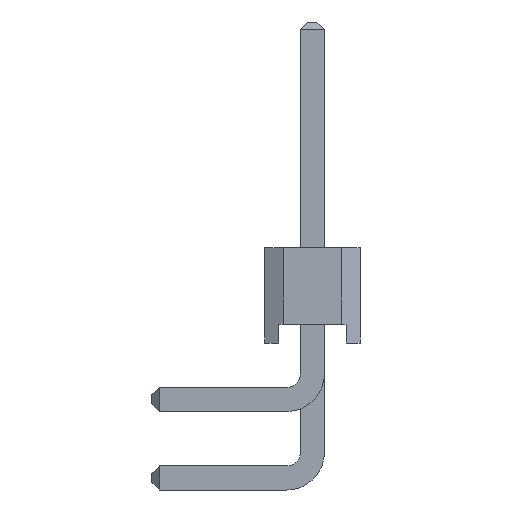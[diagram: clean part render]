
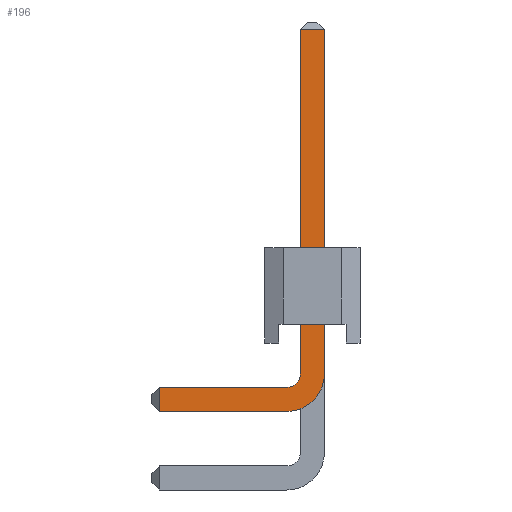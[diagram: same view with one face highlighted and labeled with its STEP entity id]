
A CAD part, left-side view. The second image highlights one B-rep face of the part: STEP entity #196.
In plain terms, the highlighted planar face has unit normal (-1, 0, 0).
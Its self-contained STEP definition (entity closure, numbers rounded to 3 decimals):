
#196 = ADVANCED_FACE( '', ( #471 ), #472, .T. );
#471 = FACE_OUTER_BOUND( '', #825, .T. );
#472 = PLANE( '', #826 );
#825 = EDGE_LOOP( '', ( #1379, #1380, #1381, #1382, #1383, #1384, #1385, #1386 ) );
#826 = AXIS2_PLACEMENT_3D( '', #1387, #1388, #1389 );
#1379 = ORIENTED_EDGE( '', *, *, #2233, .F. );
#1380 = ORIENTED_EDGE( '', *, *, #2291, .T. );
#1381 = ORIENTED_EDGE( '', *, *, #2287, .F. );
#1382 = ORIENTED_EDGE( '', *, *, #2292, .F. );
#1383 = ORIENTED_EDGE( '', *, *, #2293, .F. );
#1384 = ORIENTED_EDGE( '', *, *, #2294, .T. );
#1385 = ORIENTED_EDGE( '', *, *, #2295, .F. );
#1386 = ORIENTED_EDGE( '', *, *, #2212, .F. );
#1387 = CARTESIAN_POINT( '', ( -0.32, 0.68, -4.18 ) );
#1388 = DIRECTION( '', ( -1., 0., 0. ) );
#1389 = DIRECTION( '', ( 0., 0., 1. ) );
#2212 = EDGE_CURVE( '', #2704, #2705, #2706, .T. );
#2233 = EDGE_CURVE( '', #2739, #2704, #2741, .T. );
#2287 = EDGE_CURVE( '', #2823, #2716, #2824, .T. );
#2291 = EDGE_CURVE( '', #2739, #2716, #2829, .T. );
#2292 = EDGE_CURVE( '', #2830, #2823, #2831, .T. );
#2293 = EDGE_CURVE( '', #2728, #2830, #2832, .T. );
#2294 = EDGE_CURVE( '', #2728, #2806, #2833, .T. );
#2295 = EDGE_CURVE( '', #2705, #2806, #2834, .T. );
#2704 = VERTEX_POINT( '', #3399 );
#2705 = VERTEX_POINT( '', #3400 );
#2706 = CIRCLE( '', #3401, 0.36 );
#2716 = VERTEX_POINT( '', #3414 );
#2728 = VERTEX_POINT( '', #3432 );
#2739 = VERTEX_POINT( '', #3448 );
#2741 = LINE( '', #3451, #3452 );
#2806 = VERTEX_POINT( '', #3548 );
#2823 = VERTEX_POINT( '', #3574 );
#2824 = LINE( '', #3575, #3576 );
#2829 = LINE( '', #3583, #3584 );
#2830 = VERTEX_POINT( '', #3585 );
#2831 = CIRCLE( '', #3586, 1. );
#2832 = LINE( '', #3587, #3588 );
#2833 = LINE( '', #3589, #3590 );
#2834 = LINE( '', #3591, #3592 );
#3399 = CARTESIAN_POINT( '', ( -0.32, 0.68, -4.54 ) );
#3400 = CARTESIAN_POINT( '', ( -0.32, 0.32, -4.18 ) );
#3401 = AXIS2_PLACEMENT_3D( '', #4099, #4100, #4101 );
#3414 = CARTESIAN_POINT( '', ( -0.32, 4.07, -5.18 ) );
#3432 = CARTESIAN_POINT( '', ( -0.32, -0.32, 4.98 ) );
#3448 = CARTESIAN_POINT( '', ( -0.32, 4.07, -4.54 ) );
#3451 = CARTESIAN_POINT( '', ( -0.32, 4.27, -4.54 ) );
#3452 = VECTOR( '', #4120, 1000. );
#3548 = CARTESIAN_POINT( '', ( -0.32, 0.32, 4.98 ) );
#3574 = CARTESIAN_POINT( '', ( -0.32, 0.68, -5.18 ) );
#3575 = CARTESIAN_POINT( '', ( -0.32, 4.27, -5.18 ) );
#3576 = VECTOR( '', #4161, 1000. );
#3583 = CARTESIAN_POINT( '', ( -0.32, 4.07, -5.18 ) );
#3584 = VECTOR( '', #4164, 1000. );
#3585 = CARTESIAN_POINT( '', ( -0.32, -0.32, -4.18 ) );
#3586 = AXIS2_PLACEMENT_3D( '', #4165, #4166, #4167 );
#3587 = CARTESIAN_POINT( '', ( -0.32, -0.32, -4.18 ) );
#3588 = VECTOR( '', #4168, 1000. );
#3589 = CARTESIAN_POINT( '', ( -0.32, 0.32, 4.98 ) );
#3590 = VECTOR( '', #4169, 1000. );
#3591 = CARTESIAN_POINT( '', ( -0.32, 0.32, -4.18 ) );
#3592 = VECTOR( '', #4170, 1000. );
#4099 = CARTESIAN_POINT( '', ( -0.32, 0.68, -4.18 ) );
#4100 = DIRECTION( '', ( -1., 0., 0. ) );
#4101 = DIRECTION( '', ( 0., 1., 0. ) );
#4120 = DIRECTION( '', ( 0., -1., 0. ) );
#4161 = DIRECTION( '', ( 0., 1., 0. ) );
#4164 = DIRECTION( '', ( 0., 0., -1. ) );
#4165 = CARTESIAN_POINT( '', ( -0.32, 0.68, -4.18 ) );
#4166 = DIRECTION( '', ( 1., 0., 0. ) );
#4167 = DIRECTION( '', ( 0., 1., 0. ) );
#4168 = DIRECTION( '', ( 0., 0., -1. ) );
#4169 = DIRECTION( '', ( 0., 1., 0. ) );
#4170 = DIRECTION( '', ( 0., 0., 1. ) );
